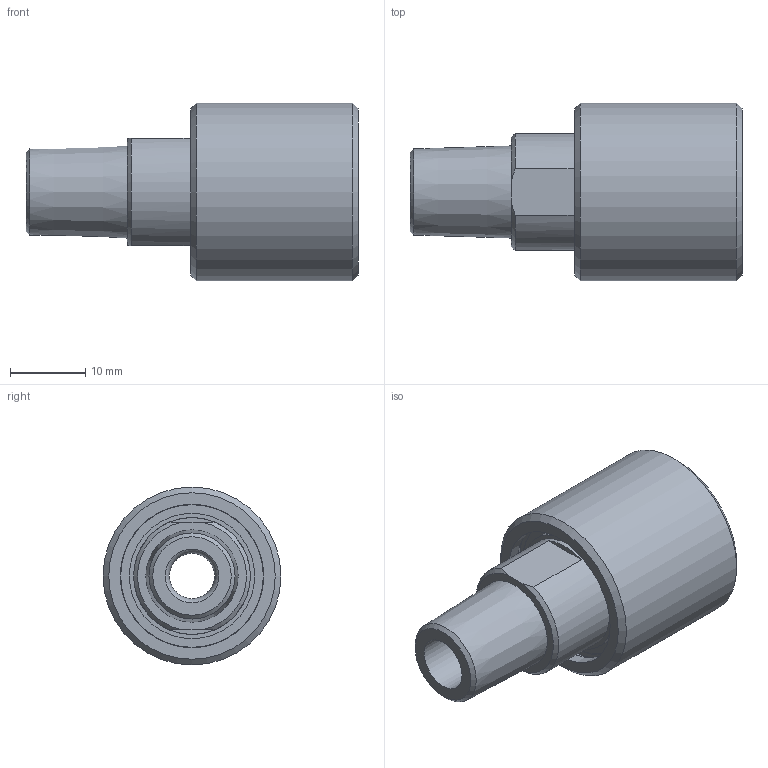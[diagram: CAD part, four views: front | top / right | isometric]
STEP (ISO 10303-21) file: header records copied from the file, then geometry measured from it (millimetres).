
FILE_DESCRIPTION(/* description */ (''),/* implementation_level */ '2;1');
FILE_NAME(/* name */ 'METH-041042.stp',/* time_stamp */ '2014-09-11T08:44:04-05:00',/* author */ ('scottg'),/* organization */ ('FasTest,Inc.'),/* preprocessor_version */ 'ST-DEVELOPER v15.2',/* originating_system */ 'Autodesk Inventor 2014',/* authorisation */ '');
FILE_SCHEMA (('AUTOMOTIVE_DESIGN { 1 0 10303 214 3 1 1 }'));
Length unit declared in the file: inch
Products named in the file (1): METH-041042
Bounding box: 44.07 x 23.62 x 23.62 mm (x, y, z)
Volume: 9752.2 mm3; surface area: 6473.3 mm2
Topology: 2 solids, 2 shells, 34 faces, 64 edges, 41 vertices
Faces by surface type: plane 15, cylinder 9, cone 9, torus 1
Full cylindrical faces by diameter (mm): 7.112 x1, 14.224 x1, 15.494 x1, 16.637 x1, 18.923 x1, 19.05 x2, 20.32 x1, 23.622 x1
Entity records: 784 total; most frequent: DIRECTION 144, CARTESIAN_POINT 127, ORIENTED_EDGE 90, AXIS2_PLACEMENT_3D 68, EDGE_LOOP 62, EDGE_CURVE 45, VERTEX_POINT 39, ADVANCED_FACE 34
